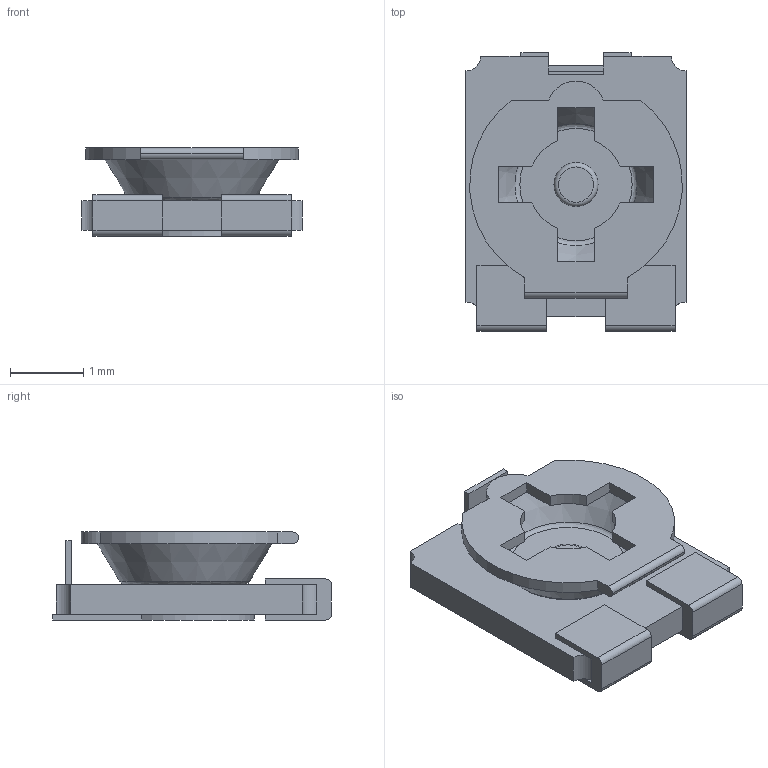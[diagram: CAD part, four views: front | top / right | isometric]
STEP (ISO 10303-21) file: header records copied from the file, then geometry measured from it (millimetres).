
FILE_DESCRIPTION(('FreeCAD Model'),'2;1');
FILE_NAME('Open CASCADE Shape Model','2022-08-19T11:07:31',(''),(''), 'Open CASCADE STEP processor 7.6','FreeCAD','Unknown');
FILE_SCHEMA(('CONFIG_CONTROL_DESIGN','SHAPE_APPEARANCE_LAYER_MIM'));
Length unit declared in the file: millimetre
Products named in the file (5): Body; Body001; Body002 (Mirror #1); Body002; Body003
Bounding box: 3 x 3.8 x 1.2 mm (x, y, z)
Volume: 6.1 mm3; surface area: 68.4 mm2
Topology: 5 solids, 5 shells, 91 faces, 226 edges, 149 vertices
Faces by surface type: plane 66, cylinder 20, torus 2, cone 2, revolution 1
Full cylindrical faces by diameter (mm): 0.6 x1
Entity records: 2862 total; most frequent: CARTESIAN_POINT 468, DIRECTION 461, ORIENTED_EDGE 452, EDGE_CURVE 226, LINE 176, VECTOR 176, VERTEX_POINT 149, AXIS2_PLACEMENT_3D 142
